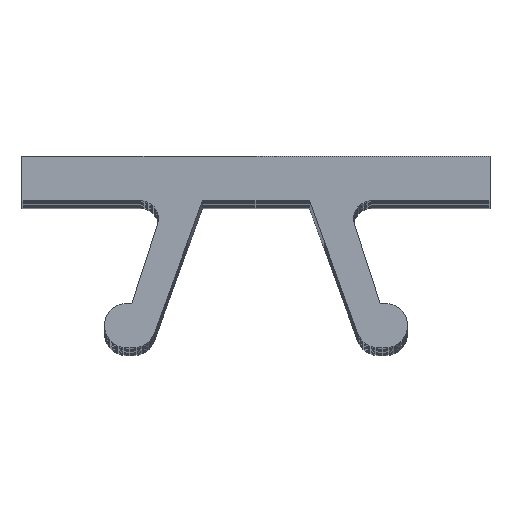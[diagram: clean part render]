
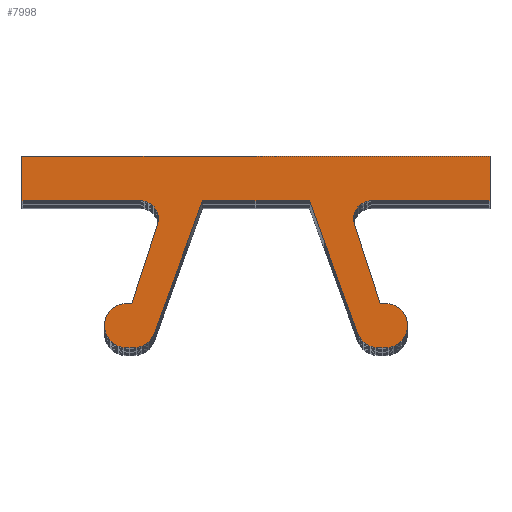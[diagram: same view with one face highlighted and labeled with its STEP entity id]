
A CAD part, top view. The second image highlights one B-rep face of the part: STEP entity #7998.
In plain terms, the highlighted planar face has unit normal (0, 0, 1).
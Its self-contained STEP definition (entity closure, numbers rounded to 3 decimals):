
#2951=DIRECTION('',(0.342,0.94,0.));
#2952=VECTOR('',#2951,3.162);
#2953=CARTESIAN_POINT('',(-2.281,0.329,100.8));
#2954=LINE('',#2953,#2952);
#2955=CARTESIAN_POINT('',(-2.751,0.5,100.8));
#2956=DIRECTION('',(0.,0.,1.));
#2957=DIRECTION('',(0.,-1.,0.));
#2958=AXIS2_PLACEMENT_3D('',#2955,#2956,#2957);
#2960=DIRECTION('',(1.,0.,0.));
#2961=VECTOR('',#2960,0.149);
#2962=CARTESIAN_POINT('',(-2.9,0.,100.8));
#2963=LINE('',#2962,#2961);
#2964=CARTESIAN_POINT('',(-2.9,0.5,100.8));
#2965=DIRECTION('',(0.,0.,1.));
#2966=DIRECTION('',(0.,1.,0.));
#2967=AXIS2_PLACEMENT_3D('',#2964,#2965,#2966);
#2969=DIRECTION('',(-1.,0.,0.));
#2970=VECTOR('',#2969,0.113);
#2971=CARTESIAN_POINT('',(-2.787,1.,100.8));
#2972=LINE('',#2971,#2970);
#2973=DIRECTION('',(-0.309,-0.951,0.));
#2974=VECTOR('',#2973,1.868);
#2975=CARTESIAN_POINT('',(-2.21,2.776,100.8));
#2976=LINE('',#2975,#2974);
#2977=CARTESIAN_POINT('',(-2.591,2.9,100.8));
#2978=DIRECTION('',(0.,0.,-1.));
#2979=DIRECTION('',(0.,1.,0.));
#2980=AXIS2_PLACEMENT_3D('',#2977,#2978,#2979);
#2982=DIRECTION('',(1.,0.,0.));
#2983=VECTOR('',#2982,2.659);
#2984=CARTESIAN_POINT('',(-5.25,3.3,100.8));
#2985=LINE('',#2984,#2983);
#2986=DIRECTION('',(0.,-1.,0.));
#2987=VECTOR('',#2986,1.);
#2988=CARTESIAN_POINT('',(-5.25,4.3,100.8));
#2989=LINE('',#2988,#2987);
#2990=DIRECTION('',(-1.,0.,0.));
#2991=VECTOR('',#2990,10.5);
#2992=CARTESIAN_POINT('',(5.25,4.3,100.8));
#2993=LINE('',#2992,#2991);
#2994=DIRECTION('',(0.,1.,0.));
#2995=VECTOR('',#2994,1.);
#2996=CARTESIAN_POINT('',(5.25,3.3,100.8));
#2997=LINE('',#2996,#2995);
#2998=DIRECTION('',(1.,0.,0.));
#2999=VECTOR('',#2998,2.659);
#3000=CARTESIAN_POINT('',(2.591,3.3,100.8));
#3001=LINE('',#3000,#2999);
#3002=CARTESIAN_POINT('',(2.591,2.9,100.8));
#3003=DIRECTION('',(0.,0.,-1.));
#3004=DIRECTION('',(-0.951,-0.309,0.));
#3005=AXIS2_PLACEMENT_3D('',#3002,#3003,#3004);
#3007=DIRECTION('',(-0.309,0.951,0.));
#3008=VECTOR('',#3007,1.868);
#3009=CARTESIAN_POINT('',(2.787,1.,100.8));
#3010=LINE('',#3009,#3008);
#3011=DIRECTION('',(-1.,0.,0.));
#3012=VECTOR('',#3011,0.113);
#3013=CARTESIAN_POINT('',(2.9,1.,100.8));
#3014=LINE('',#3013,#3012);
#3015=CARTESIAN_POINT('',(2.9,0.5,100.8));
#3016=DIRECTION('',(0.,0.,1.));
#3017=DIRECTION('',(0.,-1.,0.));
#3018=AXIS2_PLACEMENT_3D('',#3015,#3016,#3017);
#3020=DIRECTION('',(1.,0.,0.));
#3021=VECTOR('',#3020,0.149);
#3022=CARTESIAN_POINT('',(2.751,0.,100.8));
#3023=LINE('',#3022,#3021);
#3024=CARTESIAN_POINT('',(2.751,0.5,100.8));
#3025=DIRECTION('',(0.,0.,1.));
#3026=DIRECTION('',(-0.94,-0.342,0.));
#3027=AXIS2_PLACEMENT_3D('',#3024,#3025,#3026);
#3029=DIRECTION('',(0.342,-0.94,0.));
#3030=VECTOR('',#3029,3.162);
#3031=CARTESIAN_POINT('',(1.2,3.3,100.8));
#3032=LINE('',#3031,#3030);
#3033=DIRECTION('',(1.,0.,0.));
#3034=VECTOR('',#3033,2.4);
#3035=CARTESIAN_POINT('',(-1.2,3.3,100.8));
#3036=LINE('',#3035,#3034);
#3929=CARTESIAN_POINT('',(1.2,3.3,100.8));
#3930=CARTESIAN_POINT('',(2.281,0.329,100.8));
#3931=VERTEX_POINT('',#3929);
#3932=VERTEX_POINT('',#3930);
#3933=CARTESIAN_POINT('',(2.751,0.,100.8));
#3934=VERTEX_POINT('',#3933);
#3935=CARTESIAN_POINT('',(2.9,0.,100.8));
#3936=VERTEX_POINT('',#3935);
#3937=CARTESIAN_POINT('',(2.9,1.,100.8));
#3938=VERTEX_POINT('',#3937);
#3939=CARTESIAN_POINT('',(2.787,1.,100.8));
#3940=VERTEX_POINT('',#3939);
#3941=CARTESIAN_POINT('',(2.21,2.776,100.8));
#3942=VERTEX_POINT('',#3941);
#3943=CARTESIAN_POINT('',(2.591,3.3,100.8));
#3944=VERTEX_POINT('',#3943);
#3945=CARTESIAN_POINT('',(5.25,3.3,100.8));
#3946=VERTEX_POINT('',#3945);
#3947=CARTESIAN_POINT('',(5.25,4.3,100.8));
#3948=VERTEX_POINT('',#3947);
#3949=CARTESIAN_POINT('',(-5.25,4.3,100.8));
#3950=VERTEX_POINT('',#3949);
#3951=CARTESIAN_POINT('',(-5.25,3.3,100.8));
#3952=VERTEX_POINT('',#3951);
#3953=CARTESIAN_POINT('',(-2.591,3.3,100.8));
#3954=VERTEX_POINT('',#3953);
#3955=CARTESIAN_POINT('',(-2.21,2.776,100.8));
#3956=VERTEX_POINT('',#3955);
#3957=CARTESIAN_POINT('',(-2.787,1.,100.8));
#3958=VERTEX_POINT('',#3957);
#3959=CARTESIAN_POINT('',(-2.9,1.,100.8));
#3960=VERTEX_POINT('',#3959);
#3961=CARTESIAN_POINT('',(-2.9,0.,100.8));
#3962=VERTEX_POINT('',#3961);
#3963=CARTESIAN_POINT('',(-2.751,0.,100.8));
#3964=VERTEX_POINT('',#3963);
#3965=CARTESIAN_POINT('',(-2.281,0.329,100.8));
#3966=VERTEX_POINT('',#3965);
#3967=CARTESIAN_POINT('',(-1.2,3.3,100.8));
#3968=VERTEX_POINT('',#3967);
#7954=CARTESIAN_POINT('',(0.,0.,100.8));
#7955=DIRECTION('',(0.,0.,1.));
#7956=DIRECTION('',(1.,0.,0.));
#7957=AXIS2_PLACEMENT_3D('',#7954,#7955,#7956);
#7958=PLANE('',#7957);
#7960=ORIENTED_EDGE('',*,*,#7959,.F.);
#7961=ORIENTED_EDGE('',*,*,#5104,.F.);
#7963=ORIENTED_EDGE('',*,*,#7962,.F.);
#7965=ORIENTED_EDGE('',*,*,#7964,.F.);
#7967=ORIENTED_EDGE('',*,*,#7966,.F.);
#7969=ORIENTED_EDGE('',*,*,#7968,.F.);
#7971=ORIENTED_EDGE('',*,*,#7970,.F.);
#7973=ORIENTED_EDGE('',*,*,#7972,.F.);
#7975=ORIENTED_EDGE('',*,*,#7974,.F.);
#7977=ORIENTED_EDGE('',*,*,#7976,.F.);
#7979=ORIENTED_EDGE('',*,*,#7978,.F.);
#7981=ORIENTED_EDGE('',*,*,#7980,.F.);
#7983=ORIENTED_EDGE('',*,*,#7982,.F.);
#7985=ORIENTED_EDGE('',*,*,#7984,.F.);
#7987=ORIENTED_EDGE('',*,*,#7986,.F.);
#7989=ORIENTED_EDGE('',*,*,#7988,.F.);
#7991=ORIENTED_EDGE('',*,*,#7990,.F.);
#7993=ORIENTED_EDGE('',*,*,#7992,.F.);
#7994=ORIENTED_EDGE('',*,*,#7947,.F.);
#7995=ORIENTED_EDGE('',*,*,#4697,.F.);
#7996=EDGE_LOOP('',(#7960,#7961,#7963,#7965,#7967,#7969,#7971,#7973,#7975,#7977,
#7979,#7981,#7983,#7985,#7987,#7989,#7991,#7993,#7994,#7995));
#7997=FACE_OUTER_BOUND('',#7996,.F.);
#7998=ADVANCED_FACE('',(#7997),#7958,.T.);
#2959=CIRCLE('',#2958,0.5);
#2968=CIRCLE('',#2967,0.5);
#2981=CIRCLE('',#2980,0.4);
#3006=CIRCLE('',#3005,0.4);
#3019=CIRCLE('',#3018,0.5);
#3028=CIRCLE('',#3027,0.5);
#4697=EDGE_CURVE('',#3931,#3932,#3032,.T.);
#5104=EDGE_CURVE('',#3966,#3968,#2954,.T.);
#7947=EDGE_CURVE('',#3932,#3934,#3028,.T.);
#7959=EDGE_CURVE('',#3968,#3931,#3036,.T.);
#7962=EDGE_CURVE('',#3964,#3966,#2959,.T.);
#7964=EDGE_CURVE('',#3962,#3964,#2963,.T.);
#7966=EDGE_CURVE('',#3960,#3962,#2968,.T.);
#7968=EDGE_CURVE('',#3958,#3960,#2972,.T.);
#7970=EDGE_CURVE('',#3956,#3958,#2976,.T.);
#7972=EDGE_CURVE('',#3954,#3956,#2981,.T.);
#7974=EDGE_CURVE('',#3952,#3954,#2985,.T.);
#7976=EDGE_CURVE('',#3950,#3952,#2989,.T.);
#7978=EDGE_CURVE('',#3948,#3950,#2993,.T.);
#7980=EDGE_CURVE('',#3946,#3948,#2997,.T.);
#7982=EDGE_CURVE('',#3944,#3946,#3001,.T.);
#7984=EDGE_CURVE('',#3942,#3944,#3006,.T.);
#7986=EDGE_CURVE('',#3940,#3942,#3010,.T.);
#7988=EDGE_CURVE('',#3938,#3940,#3014,.T.);
#7990=EDGE_CURVE('',#3936,#3938,#3019,.T.);
#7992=EDGE_CURVE('',#3934,#3936,#3023,.T.);
